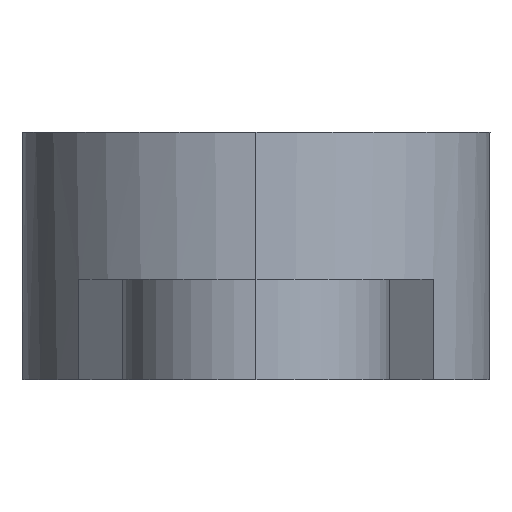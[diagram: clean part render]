
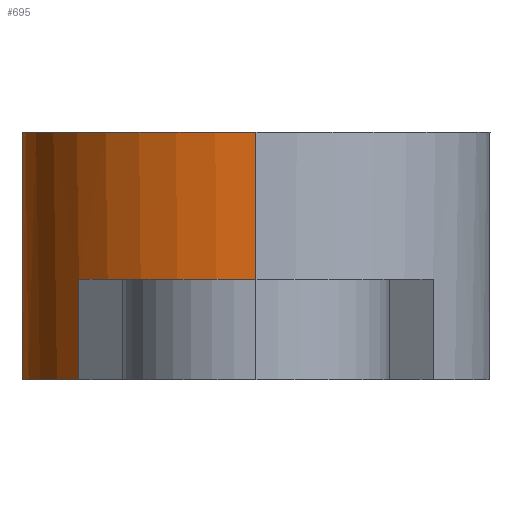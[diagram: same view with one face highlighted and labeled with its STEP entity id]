
A CAD part, left-side view. The second image highlights one B-rep face of the part: STEP entity #695.
In plain terms, the highlighted cylindrical face has radius 3.5 mm (diameter 7 mm), a partial arc.
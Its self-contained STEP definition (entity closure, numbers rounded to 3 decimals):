
#12 = CARTESIAN_POINT ( 'NONE',  ( 0., 0., 0. ) ) ;
#32 = LINE ( 'NONE', #1077, #719 ) ;
#120 = VERTEX_POINT ( 'NONE', #881 ) ;
#200 = CARTESIAN_POINT ( 'NONE',  ( 2.286, 2.65, 1.5 ) ) ;
#203 = DIRECTION ( 'NONE',  ( 1., 0., 0. ) ) ;
#223 = ORIENTED_EDGE ( 'NONE', *, *, #759, .T. ) ;
#226 = AXIS2_PLACEMENT_3D ( 'NONE', #12, #1359, #1113 ) ;
#255 = ORIENTED_EDGE ( 'NONE', *, *, #1017, .T. ) ;
#272 = EDGE_CURVE ( 'NONE', #850, #120, #927, .T. ) ;
#273 = VECTOR ( 'NONE', #562, 1000. ) ;
#294 = VERTEX_POINT ( 'NONE', #705 ) ;
#315 = EDGE_CURVE ( 'NONE', #1289, #834, #32, .T. ) ;
#336 = CARTESIAN_POINT ( 'NONE',  ( 0., 0., 3.7 ) ) ;
#346 = AXIS2_PLACEMENT_3D ( 'NONE', #336, #808, #461 ) ;
#366 = VERTEX_POINT ( 'NONE', #585 ) ;
#378 = ORIENTED_EDGE ( 'NONE', *, *, #272, .F. ) ;
#381 = CARTESIAN_POINT ( 'NONE',  ( 0., 0., 1.5 ) ) ;
#403 = VECTOR ( 'NONE', #1276, 1000. ) ;
#407 = DIRECTION ( 'NONE',  ( 0., 0., -1. ) ) ;
#429 = EDGE_CURVE ( 'NONE', #294, #1464, #979, .T. ) ;
#434 = VERTEX_POINT ( 'NONE', #1291 ) ;
#448 = ORIENTED_EDGE ( 'NONE', *, *, #429, .T. ) ;
#456 = CARTESIAN_POINT ( 'NONE',  ( -2.286, 2.65, 1.5 ) ) ;
#461 = DIRECTION ( 'NONE',  ( 1., 0., 0. ) ) ;
#463 = LINE ( 'NONE', #1027, #552 ) ;
#532 = CIRCLE ( 'NONE', #1012, 3.5 ) ;
#552 = VECTOR ( 'NONE', #407, 1000. ) ;
#556 = EDGE_CURVE ( 'NONE', #1289, #434, #1157, .T. ) ;
#562 = DIRECTION ( 'NONE',  ( 0., 0., -1. ) ) ;
#585 = CARTESIAN_POINT ( 'NONE',  ( -3.5, 0., 1.5 ) ) ;
#627 = AXIS2_PLACEMENT_3D ( 'NONE', #1374, #1129, #995 ) ;
#695 = ADVANCED_FACE ( 'NONE', ( #1102 ), #1438, .T. ) ;
#705 = CARTESIAN_POINT ( 'NONE',  ( 2.286, 2.65, 1.5 ) ) ;
#719 = VECTOR ( 'NONE', #1457, 1000. ) ;
#727 = DIRECTION ( 'NONE',  ( 0., 0., -1. ) ) ;
#737 = DIRECTION ( 'NONE',  ( -1., 0., 0. ) ) ;
#741 = ORIENTED_EDGE ( 'NONE', *, *, #315, .T. ) ;
#759 = EDGE_CURVE ( 'NONE', #1464, #120, #1061, .T. ) ;
#769 = CARTESIAN_POINT ( 'NONE',  ( 2.286, 2.65, 0. ) ) ;
#808 = DIRECTION ( 'NONE',  ( 0., 0., 1. ) ) ;
#822 = EDGE_CURVE ( 'NONE', #834, #294, #1258, .T. ) ;
#834 = VERTEX_POINT ( 'NONE', #1016 ) ;
#850 = VERTEX_POINT ( 'NONE', #1124 ) ;
#881 = CARTESIAN_POINT ( 'NONE',  ( -2.286, 2.65, 0. ) ) ;
#919 = DIRECTION ( 'NONE',  ( 0., 0., 1. ) ) ;
#927 = LINE ( 'NONE', #456, #273 ) ;
#951 = ORIENTED_EDGE ( 'NONE', *, *, #556, .F. ) ;
#979 = LINE ( 'NONE', #200, #403 ) ;
#989 = ORIENTED_EDGE ( 'NONE', *, *, #1528, .F. ) ;
#995 = DIRECTION ( 'NONE',  ( 1., 0., 0. ) ) ;
#1012 = AXIS2_PLACEMENT_3D ( 'NONE', #1553, #919, #203 ) ;
#1016 = CARTESIAN_POINT ( 'NONE',  ( 3.5, 0., 1.5 ) ) ;
#1017 = EDGE_CURVE ( 'NONE', #850, #366, #532, .T. ) ;
#1027 = CARTESIAN_POINT ( 'NONE',  ( -3.5, 0., 1.5 ) ) ;
#1061 = CIRCLE ( 'NONE', #226, 3.5 ) ;
#1077 = CARTESIAN_POINT ( 'NONE',  ( 3.5, 0., 1.5 ) ) ;
#1102 = FACE_OUTER_BOUND ( 'NONE', #1524, .T. ) ;
#1113 = DIRECTION ( 'NONE',  ( 1., 0., 0. ) ) ;
#1124 = CARTESIAN_POINT ( 'NONE',  ( -2.286, 2.65, 1.5 ) ) ;
#1129 = DIRECTION ( 'NONE',  ( 0., 0., 1. ) ) ;
#1157 = CIRCLE ( 'NONE', #346, 3.5 ) ;
#1258 = CIRCLE ( 'NONE', #627, 3.5 ) ;
#1276 = DIRECTION ( 'NONE',  ( 0., 0., -1. ) ) ;
#1289 = VERTEX_POINT ( 'NONE', #1592 ) ;
#1291 = CARTESIAN_POINT ( 'NONE',  ( -3.5, 0., 3.7 ) ) ;
#1359 = DIRECTION ( 'NONE',  ( 0., 0., 1. ) ) ;
#1374 = CARTESIAN_POINT ( 'NONE',  ( 0., 0., 1.5 ) ) ;
#1438 = CYLINDRICAL_SURFACE ( 'NONE', #1576, 3.5 ) ;
#1457 = DIRECTION ( 'NONE',  ( 0., 0., -1. ) ) ;
#1464 = VERTEX_POINT ( 'NONE', #769 ) ;
#1524 = EDGE_LOOP ( 'NONE', ( #951, #741, #1570, #448, #223, #378, #255, #989 ) ) ;
#1528 = EDGE_CURVE ( 'NONE', #434, #366, #463, .T. ) ;
#1553 = CARTESIAN_POINT ( 'NONE',  ( 0., 0., 1.5 ) ) ;
#1570 = ORIENTED_EDGE ( 'NONE', *, *, #822, .T. ) ;
#1576 = AXIS2_PLACEMENT_3D ( 'NONE', #381, #727, #737 ) ;
#1592 = CARTESIAN_POINT ( 'NONE',  ( 3.5, 0., 3.7 ) ) ;
